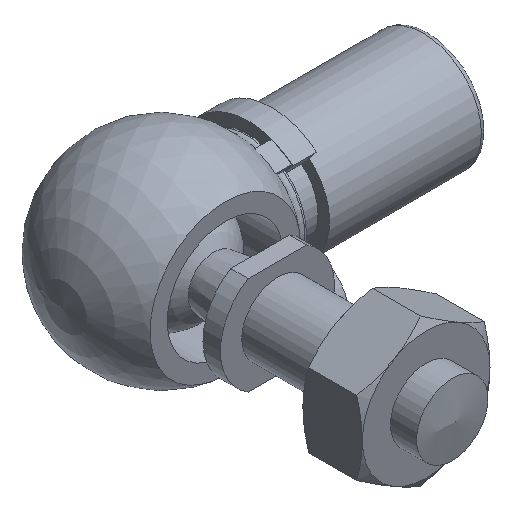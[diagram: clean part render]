
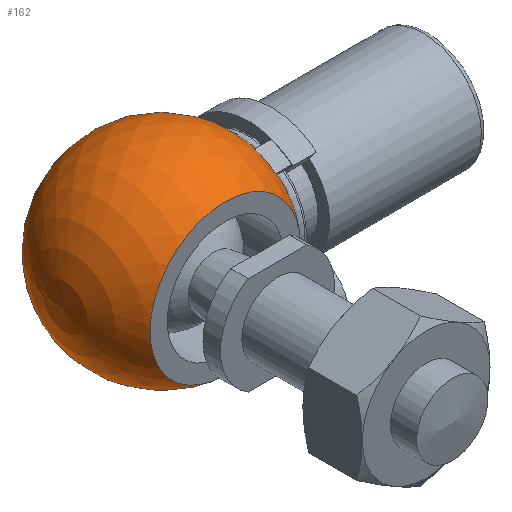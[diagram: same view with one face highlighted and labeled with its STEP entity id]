
A CAD part, isometric view. The second image highlights one B-rep face of the part: STEP entity #162.
In plain terms, the highlighted spherical face has radius 11.05 mm.
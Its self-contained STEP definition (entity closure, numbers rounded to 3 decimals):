
#162 = ADVANCED_FACE( '', ( #357, #358, #359 ), #360, .T. );
#357 = FACE_BOUND( '', #579, .T. );
#358 = FACE_OUTER_BOUND( '', #580, .T. );
#359 = FACE_BOUND( '', #581, .T. );
#360 = SPHERICAL_SURFACE( '', #582, 11.05 );
#579 = VERTEX_LOOP( '', #975 );
#580 = EDGE_LOOP( '', ( #976, #977, #978, #979 ) );
#581 = EDGE_LOOP( '', ( #980 ) );
#582 = AXIS2_PLACEMENT_3D( '', #981, #982, #983 );
#975 = VERTEX_POINT( '', #1351 );
#976 = ORIENTED_EDGE( '', *, *, #1352, .F. );
#977 = ORIENTED_EDGE( '', *, *, #1282, .F. );
#978 = ORIENTED_EDGE( '', *, *, #1215, .F. );
#979 = ORIENTED_EDGE( '', *, *, #1322, .F. );
#980 = ORIENTED_EDGE( '', *, *, #1353, .T. );
#981 = CARTESIAN_POINT( '', ( 0., 0., 0. ) );
#982 = DIRECTION( '', ( 1., 0., 0. ) );
#983 = DIRECTION( '', ( 0., 1., 0. ) );
#1215 = EDGE_CURVE( '', #1427, #1430, #1431, .F. );
#1282 = EDGE_CURVE( '', #1430, #1540, #1541, .T. );
#1322 = EDGE_CURVE( '', #1593, #1427, #1595, .F. );
#1351 = CARTESIAN_POINT( '', ( -11.05, 0., 0. ) );
#1352 = EDGE_CURVE( '', #1540, #1593, #1633, .F. );
#1353 = EDGE_CURVE( '', #1634, #1634, #1635, .F. );
#1427 = VERTEX_POINT( '', #1723 );
#1430 = VERTEX_POINT( '', #1727 );
#1431 = CIRCLE( '', #1728, 11.05 );
#1540 = VERTEX_POINT( '', #1918 );
#1541 = CIRCLE( '', #1919, 6.979 );
#1593 = VERTEX_POINT( '', #2024 );
#1595 = CIRCLE( '', #2027, 7.7 );
#1633 = CIRCLE( '', #2113, 10.74 );
#1634 = VERTEX_POINT( '', #2114 );
#1635 = CIRCLE( '', #2115, 8.425 );
#1723 = CARTESIAN_POINT( '', ( 7.925, -4.846, 5.984 ) );
#1727 = CARTESIAN_POINT( '', ( 8.567, -4.392, 5.424 ) );
#1728 = AXIS2_PLACEMENT_3D( '', #2209, #2210, #2211 );
#1918 = CARTESIAN_POINT( '', ( 8.567, -2.055, 6.669 ) );
#1919 = AXIS2_PLACEMENT_3D( '', #2299, #2300, #2301 );
#2024 = CARTESIAN_POINT( '', ( 7.925, -2.541, 7.269 ) );
#2027 = AXIS2_PLACEMENT_3D( '', #2348, #2349, #2350 );
#2113 = AXIS2_PLACEMENT_3D( '', #2366, #2367, #2368 );
#2114 = CARTESIAN_POINT( '', ( 0., -7.15, -8.425 ) );
#2115 = AXIS2_PLACEMENT_3D( '', #2369, #2370, #2371 );
#2209 = CARTESIAN_POINT( '', ( 0., 0., 0. ) );
#2210 = DIRECTION( '', ( 0., -0.777, -0.629 ) );
#2211 = DIRECTION( '', ( 0., 0.629, -0.777 ) );
#2299 = CARTESIAN_POINT( '', ( 8.567, 0., 0. ) );
#2300 = DIRECTION( '', ( 1., 0., 0. ) );
#2301 = DIRECTION( '', ( 0., 0., -1. ) );
#2348 = CARTESIAN_POINT( '', ( 7.925, 0., 0. ) );
#2349 = DIRECTION( '', ( -1., 0., 0. ) );
#2350 = DIRECTION( '', ( 0., 0., 1. ) );
#2366 = CARTESIAN_POINT( '', ( 0., 2.021, 1.636 ) );
#2367 = DIRECTION( '', ( 0., 0.777, 0.629 ) );
#2368 = DIRECTION( '', ( 0., -0.629, 0.777 ) );
#2369 = CARTESIAN_POINT( '', ( 0., -7.15, 0. ) );
#2370 = DIRECTION( '', ( 0., -1., 0. ) );
#2371 = DIRECTION( '', ( 0., 0., -1. ) );
